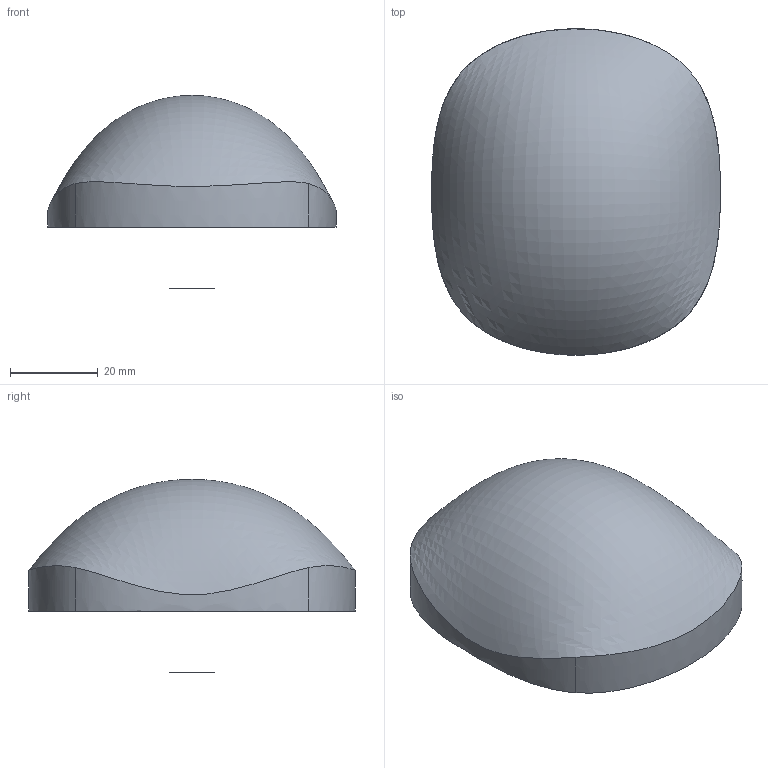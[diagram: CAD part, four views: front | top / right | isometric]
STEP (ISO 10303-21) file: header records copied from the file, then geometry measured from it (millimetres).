
FILE_DESCRIPTION(('STEP AP203'),'1');
FILE_NAME('.stp','2022-09-30T00:57:53',(' '),(' '),'Spatial InterOp 3D',' ',' ');
FILE_SCHEMA(('CONFIG_CONTROL_DESIGN'));
Length unit declared in the file: millimetre
Products named in the file (1): 1
Bounding box: 65.77 x 74.33 x 44 mm (x, y, z)
Volume: 80854.7 mm3; surface area: 11650.3 mm2
Topology: 1 solids, 2 shells, 7 faces, 104 edges, 121 vertices
Faces by surface type: bspline 5, plane 2
Entity records: 7699 total; most frequent: CARTESIAN_POINT 7060, DIRECTION 98, LINE 88, VECTOR 88, COMPOSITE_CURVE_SEGMENT 84, TRIMMED_CURVE 84, ORIENTED_EDGE 36, COMPOSITE_CURVE 21
